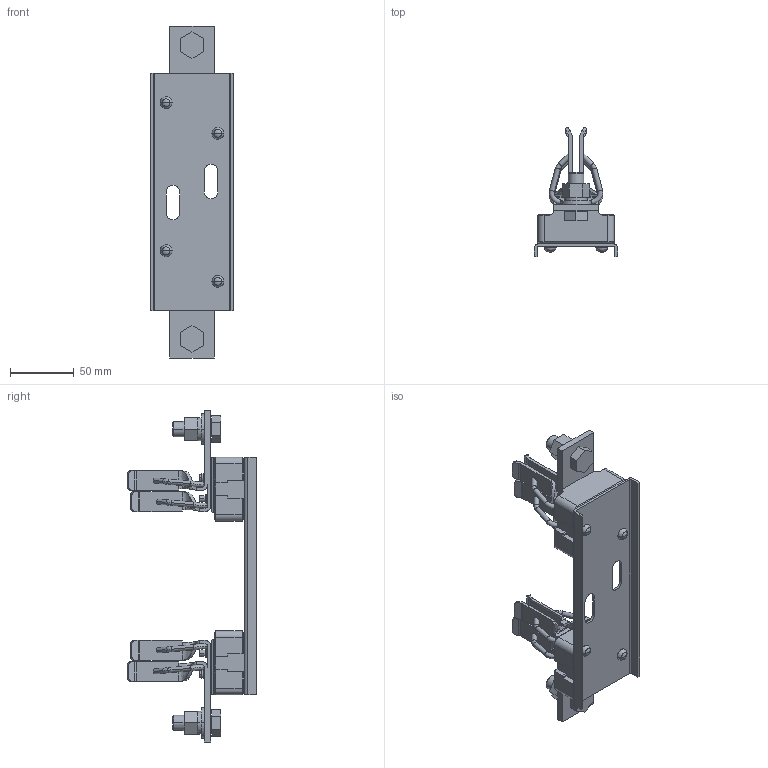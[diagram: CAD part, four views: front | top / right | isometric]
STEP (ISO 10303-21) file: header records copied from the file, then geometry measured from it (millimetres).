
FILE_DESCRIPTION((''),'2;1');
FILE_NAME('ASM0001_ASM','2022-05-03T10:05:26',('klemen.sitar'),('Audax d.o.o.'),'CREO PARAMETRIC BY PTC INC, 2021304','CREO PARAMETRIC BY PTC INC, 2021304','');
FILE_SCHEMA(('AP242_MANAGED_MODEL_BASED_3D_ENGINEERING_MIM_LF { 1 0 10303 442 1 1 4 }'));
Length unit declared in the file: millimetre
Products named in the file (9): BASE; 004123402_PK3_100_M12_M12_1P_10; PRT0001; CERAMIC; PRT0002; PRT0003; PRT0005; ETI_LOGO; ASM0001_ASM
Assembly tree (13 placements, depth 2):
  ASM0001_ASM
    BASE
    004123402_PK3_100_M12_M12_1P_10
    PRT0001
    CERAMIC
    PRT0002  x2
    PRT0003  x4
    PRT0005  x2
    ETI_LOGO
Bounding box: 65 x 101.5 x 259.98 mm (x, y, z)
Volume: 45439.8 mm3; surface area: 96792.2 mm2
Topology: 6 solids, 62 shells, 805 faces, 2072 edges, 1344 vertices
Faces by surface type: plane 426, cylinder 212, bspline 91, torus 40, cone 28, sphere 8
Entity records: 42032 total; most frequent: CARTESIAN_POINT 20217, DIRECTION 2651, ORIENTED_EDGE 2626, PRESENTATION_STYLE_ASSIGNMENT 1920, STYLED_ITEM 1920, CURVE_STYLE 1358, EDGE_CURVE 1348, VECTOR 919
